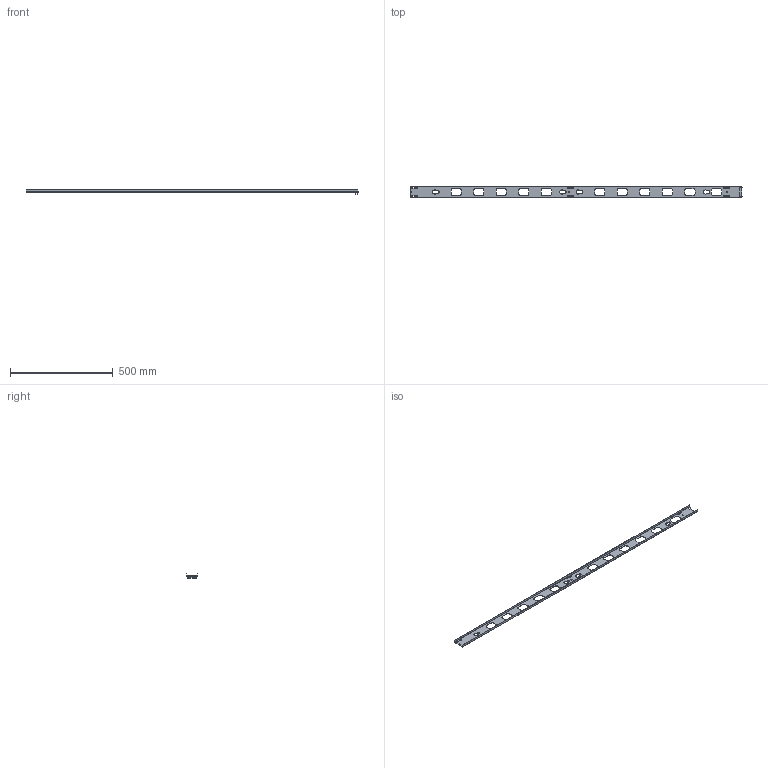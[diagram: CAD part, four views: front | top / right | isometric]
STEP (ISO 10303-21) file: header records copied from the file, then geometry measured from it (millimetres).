
FILE_DESCRIPTION (( 'STEP AP203' ), '1' );
FILE_NAME ('00406931_3D.STEP', '2022-06-20T13:13:41', ( '' ), ( '' ), 'SwSTEP 2.0', 'SolidWorks 2021', '' );
FILE_SCHEMA (( 'CONFIG_CONTROL_DESIGN' ));
Length unit declared in the file: inch
Products named in the file (1): 00406931_3D
Bounding box: 1618.85 x 58 x 20.8 mm (x, y, z)
Volume: 156287 mm3; surface area: 217263.4 mm2
Topology: 1 solids, 1 shells, 194 faces, 544 edges, 352 vertices
Faces by surface type: plane 104, cylinder 90
Entity records: 6427 total; most frequent: DIRECTION 1114, CARTESIAN_POINT 1091, ORIENTED_EDGE 1088, EDGE_CURVE 544, AXIS2_PLACEMENT_3D 375, LINE 364, VECTOR 364, VERTEX_POINT 352
